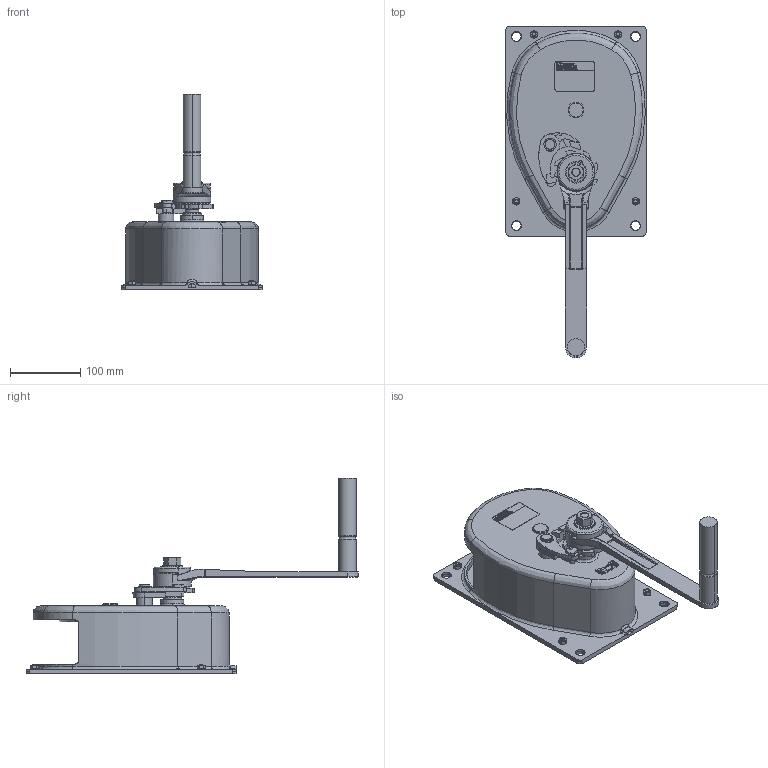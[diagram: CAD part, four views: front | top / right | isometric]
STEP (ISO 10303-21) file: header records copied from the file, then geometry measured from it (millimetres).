
FILE_DESCRIPTION(('Creo Elements/Direct Modeling STEP Export'),'2;1');
FILE_NAME('200048.stp','2022-04-20T16:09:55',(''),(''),'Creo Elements/Direct Modeling STEP processor for AP214 (Solid Model)','Creo Elements/Direct Modeling 20.1C 13-Oct-2019 (C) Parametric Technology GmbH','');
FILE_SCHEMA(('AUTOMOTIVE_DESIGN { 1 0 10303 214 1 1 1 1 }'));
Products named in the file (3): Seilwinde; Kurbel_101397; Seilwinde_200048
Assembly tree (2 placements, depth 2):
  Seilwinde_200048
    Kurbel_101397
    Seilwinde
Bounding box: 200 x 474 x 279.59 mm (x, y, z)
Volume: 1840520.7 mm3; surface area: 404705.9 mm2
Topology: 2 solids, 2 shells, 870 faces, 5515 edges, 4844 vertices
Faces by surface type: plane 406, cylinder 226, cone 119, bspline 76, torus 33, extrusion 8, sphere 2
Entity records: 84358 total; most frequent: CARTESIAN_POINT 40308, ORIENTED_EDGE 11014, DIRECTION 6428, EDGE_CURVE 5507, VERTEX_POINT 4844, VECTOR 4424, LINE 4416, EDGE_LOOP 1093
